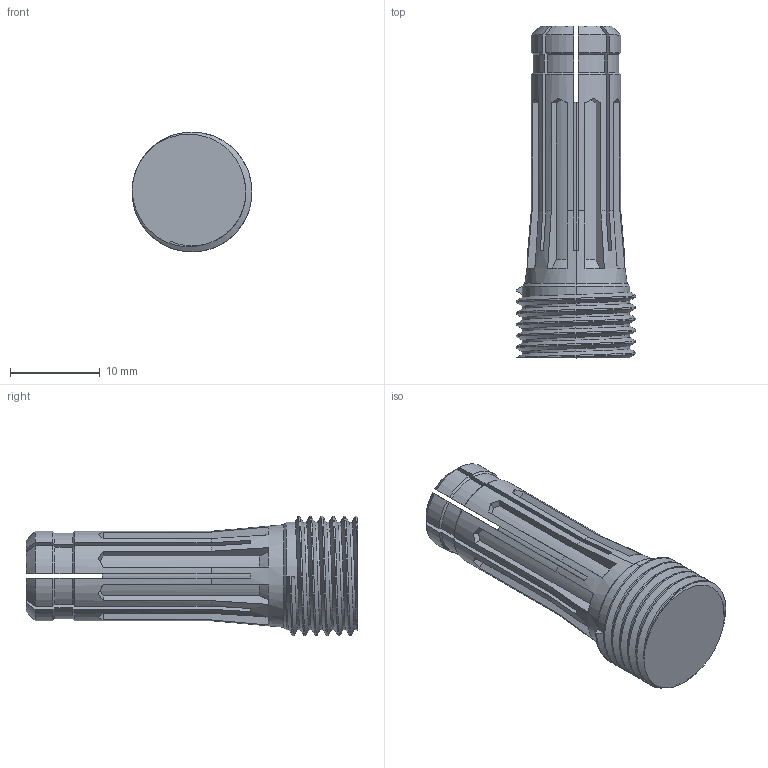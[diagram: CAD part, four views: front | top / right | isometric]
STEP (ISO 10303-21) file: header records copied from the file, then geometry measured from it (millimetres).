
FILE_DESCRIPTION (( 'STEP AP214' ), '1' );
FILE_NAME ('press plunger.STEP', '2025-04-17T13:56:23', ( '' ), ( '' ), 'SwSTEP 2.0', 'SolidWorks 2023', '' );
FILE_SCHEMA (( 'AUTOMOTIVE_DESIGN' ));
Length unit declared in the file: millimetre
Products named in the file (1): press plunger
Bounding box: 13.37 x 37 x 13.37 mm (x, y, z)
Volume: 2437.1 mm3; surface area: 3098.6 mm2
Topology: 1 solids, 1 shells, 180 faces, 526 edges, 348 vertices
Faces by surface type: plane 75, cylinder 56, cone 44, bspline 3, torus 2
Entity records: 7464 total; most frequent: CARTESIAN_POINT 2977, ORIENTED_EDGE 1052, DIRECTION 830, EDGE_CURVE 526, VERTEX_POINT 348, AXIS2_PLACEMENT_3D 321, LINE 188, VECTOR 188
